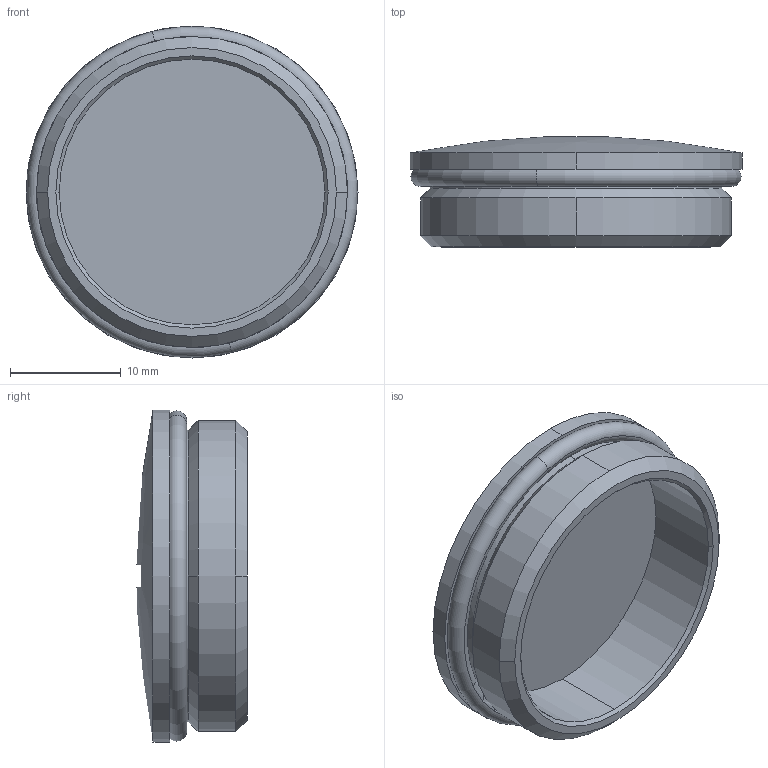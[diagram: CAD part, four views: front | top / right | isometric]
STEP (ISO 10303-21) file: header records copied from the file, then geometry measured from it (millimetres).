
FILE_DESCRIPTION(('Creo Elements/Direct Modeling STEP Export'),'2;1');
FILE_NAME('0lndrp343amh02d3060','2016-06-21T13:04:00',(''),(''),'PTC Creo Elements/Direct Modeling STEP processor for AP214 (Solid Model)','PTC Creo Elements/Direct Modeling 19.0B 21-Mar-2015 (C) Parametric Technology GmbH','');
FILE_SCHEMA(('AUTOMOTIVE_DESIGN { 1 0 10303 214 1 1 1 1 }'));
Length unit declared in the file: millimetre
Products named in the file (1): AS_C21B
Bounding box: 30 x 9.94 x 30 mm (x, y, z)
Volume: 2663.5 mm3; surface area: 3368.5 mm2
Topology: 2 solids, 2 shells, 34 faces, 84 edges, 56 vertices
Faces by surface type: cylinder 11, torus 8, cone 8, plane 6, sphere 1
Entity records: 896 total; most frequent: ORIENTED_EDGE 178, CARTESIAN_POINT 149, DIRECTION 136, EDGE_CURVE 84, AXIS2_PLACEMENT_3D 59, VERTEX_POINT 56, EDGE_LOOP 38, FACE_OUTER_BOUND 34
